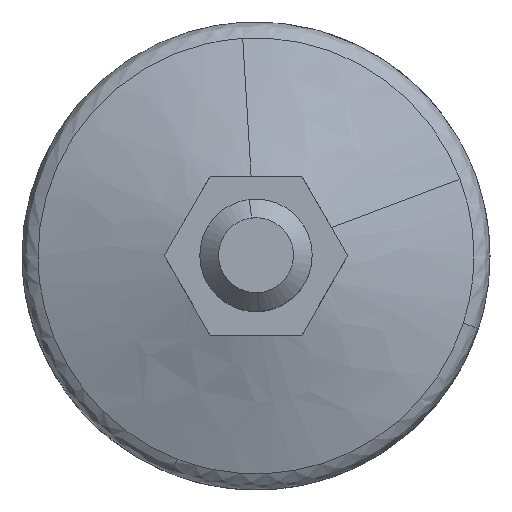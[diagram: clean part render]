
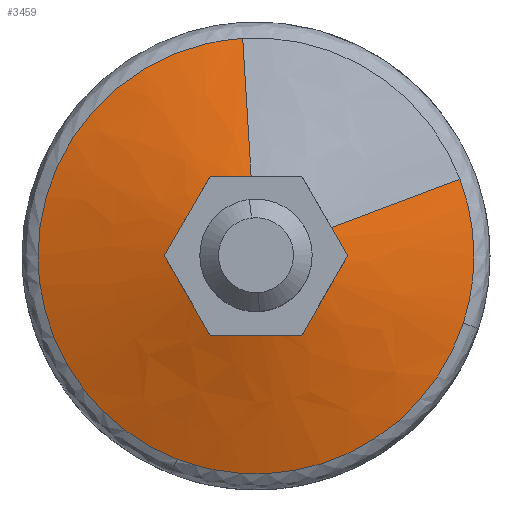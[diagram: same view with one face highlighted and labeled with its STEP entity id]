
A CAD part, top view. The second image highlights one B-rep face of the part: STEP entity #3459.
In plain terms, the highlighted free-form (B-spline) face has degree [2, 1] with [9, 2] control points.
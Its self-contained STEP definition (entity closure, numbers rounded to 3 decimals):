
#3263=CARTESIAN_POINT('',(7.131,2.679,14.726));
#3264=CARTESIAN_POINT('',(7.534,1.607,14.726));
#3265=CARTESIAN_POINT('',(7.604,0.465,14.726));
#3266=CARTESIAN_POINT('',(8.069,-7.139,14.726));
#3267=CARTESIAN_POINT('',(0.465,-7.604,14.726));
#3268=CARTESIAN_POINT('',(-7.139,-8.069,14.726));
#3269=CARTESIAN_POINT('',(-7.604,-0.465,14.726));
#3270=CARTESIAN_POINT('',(-8.069,7.139,14.726));
#3271=CARTESIAN_POINT('',(-0.465,7.604,14.726));
#3272=CARTESIAN_POINT('',(22.162,8.324,9.437));
#3273=CARTESIAN_POINT('',(23.413,4.995,9.437));
#3274=CARTESIAN_POINT('',(23.63,1.445,9.437));
#3275=CARTESIAN_POINT('',(25.075,-22.184,9.437));
#3276=CARTESIAN_POINT('',(1.445,-23.63,9.437));
#3277=CARTESIAN_POINT('',(-22.184,-25.075,9.437));
#3278=CARTESIAN_POINT('',(-23.63,-1.445,9.437));
#3279=CARTESIAN_POINT('',(-25.075,22.184,9.437));
#3280=CARTESIAN_POINT('',(-1.445,23.63,9.437));
#3288=(BOUNDED_SURFACE()B_SPLINE_SURFACE(2,1,((#3263,#3272),(#3264,#3273),(#3265,#3274),(#3266,#3275),(#3267,#3276),(#3268,#3277),(#3269,#3278),(#3270,#3279),(#3271,#3280)),.UNSPECIFIED.,.F.,.F.,.U.)B_SPLINE_SURFACE_WITH_KNOTS((3,2,2,2,3),(2,2),(0.0,7.845,47.069,86.293,125.517),(0.0,16.905),.UNSPECIFIED.)GEOMETRIC_REPRESENTATION_ITEM()RATIONAL_B_SPLINE_SURFACE(((0.906,0.906),(0.941,0.941),(1.0,1.0),(0.707,0.707),(1.0,1.0),(0.707,0.707),(1.0,1.0),(0.707,0.707),(1.0,1.0)))REPRESENTATION_ITEM('')SURFACE());
#3289=CARTESIAN_POINT('',(7.489,2.813,14.6));
#3290=VERTEX_POINT('',#3289);
#3291=CARTESIAN_POINT('',(8.0,0.0,14.6));
#3292=VERTEX_POINT('',#3291);
#3293=CARTESIAN_POINT('',(7.489,2.813,14.6));
#3294=CARTESIAN_POINT('',(8.0,1.453,14.6));
#3295=CARTESIAN_POINT('',(8.0,0.0,14.6));
#3303=(BOUNDED_CURVE()B_SPLINE_CURVE(2,(#3293,#3294,#3295),.UNSPECIFIED.,.F.,.U.)B_SPLINE_CURVE_WITH_KNOTS((3,3),(0.44,0.5),.UNSPECIFIED.)CURVE()GEOMETRIC_REPRESENTATION_ITEM()RATIONAL_B_SPLINE_CURVE((0.893,0.93,1.0))REPRESENTATION_ITEM(''));
#3304=EDGE_CURVE('',#3290,#3292,#3303,.T.);
#3305=ORIENTED_EDGE('',*,*,#3304,.T.);
#3306=CARTESIAN_POINT('',(0.488,-7.985,14.6));
#3307=VERTEX_POINT('',#3306);
#3308=CARTESIAN_POINT('',(8.0,0.0,14.6));
#3309=CARTESIAN_POINT('',(8.0,-7.526,14.6));
#3310=CARTESIAN_POINT('',(0.488,-7.985,14.6));
#3318=(BOUNDED_CURVE()B_SPLINE_CURVE(2,(#3308,#3309,#3310),.UNSPECIFIED.,.F.,.U.)B_SPLINE_CURVE_WITH_KNOTS((3,3),(0.5,0.739),.UNSPECIFIED.)CURVE()GEOMETRIC_REPRESENTATION_ITEM()RATIONAL_B_SPLINE_CURVE((1.0,0.72,0.976))REPRESENTATION_ITEM(''));
#3319=EDGE_CURVE('',#3292,#3307,#3318,.T.);
#3320=ORIENTED_EDGE('',*,*,#3319,.T.);
#3321=CARTESIAN_POINT('',(-8.0,0.0,14.6));
#3322=VERTEX_POINT('',#3321);
#3323=CARTESIAN_POINT('',(0.488,-7.985,14.6));
#3324=CARTESIAN_POINT('',(0.244,-8.0,14.6));
#3325=CARTESIAN_POINT('',(0.0,-8.0,14.6));
#3326=CARTESIAN_POINT('',(-8.0,-8.0,14.6));
#3327=CARTESIAN_POINT('',(-8.0,0.0,14.6));
#3335=(BOUNDED_CURVE()B_SPLINE_CURVE(2,(#3323,#3324,#3325,#3326,#3327),.UNSPECIFIED.,.F.,.U.)B_SPLINE_CURVE_WITH_KNOTS((3,2,3),(0.739,0.75,1.0),.UNSPECIFIED.)CURVE()GEOMETRIC_REPRESENTATION_ITEM()RATIONAL_B_SPLINE_CURVE((0.976,0.988,1.0,0.707,1.0))REPRESENTATION_ITEM(''));
#3336=EDGE_CURVE('',#3307,#3322,#3335,.T.);
#3337=ORIENTED_EDGE('',*,*,#3336,.T.);
#3338=CARTESIAN_POINT('',(-0.944,7.944,14.6));
#3339=VERTEX_POINT('',#3338);
#3340=CARTESIAN_POINT('',(-8.0,0.0,14.6));
#3341=CARTESIAN_POINT('',(-8.0,7.105,14.6));
#3342=CARTESIAN_POINT('',(-0.944,7.944,14.6));
#3350=(BOUNDED_CURVE()B_SPLINE_CURVE(2,(#3340,#3341,#3342),.UNSPECIFIED.,.F.,.U.)B_SPLINE_CURVE_WITH_KNOTS((3,3),(0.0,0.23),.UNSPECIFIED.)CURVE()GEOMETRIC_REPRESENTATION_ITEM()RATIONAL_B_SPLINE_CURVE((1.0,0.731,0.956))REPRESENTATION_ITEM(''));
#3351=EDGE_CURVE('',#3322,#3339,#3350,.T.);
#3352=ORIENTED_EDGE('',*,*,#3351,.T.);
#3353=CARTESIAN_POINT('',(-0.488,7.985,14.6));
#3354=VERTEX_POINT('',#3353);
#3355=CARTESIAN_POINT('',(-0.944,7.944,14.6));
#3356=CARTESIAN_POINT('',(-0.717,7.971,14.6));
#3357=CARTESIAN_POINT('',(-0.488,7.985,14.6));
#3365=(BOUNDED_CURVE()B_SPLINE_CURVE(2,(#3355,#3356,#3357),.UNSPECIFIED.,.F.,.U.)B_SPLINE_CURVE_WITH_KNOTS((3,3),(0.23,0.239),.UNSPECIFIED.)CURVE()GEOMETRIC_REPRESENTATION_ITEM()RATIONAL_B_SPLINE_CURVE((0.956,0.966,0.976))REPRESENTATION_ITEM(''));
#3366=EDGE_CURVE('',#3339,#3354,#3365,.T.);
#3367=ORIENTED_EDGE('',*,*,#3366,.T.);
#3368=CARTESIAN_POINT('',(-1.421,23.239,9.566));
#3369=VERTEX_POINT('',#3368);
#3370=CARTESIAN_POINT('',(-0.488,7.985,14.6));
#3371=CARTESIAN_POINT('',(-1.421,23.239,9.566));
#3372=QUASI_UNIFORM_CURVE('',1,(#3370,#3371),.UNSPECIFIED.,.F.,.U.);
#3373=EDGE_CURVE('',#3354,#3369,#3372,.T.);
#3374=ORIENTED_EDGE('',*,*,#3373,.T.);
#3375=CARTESIAN_POINT('',(-23.282,0.0,9.566));
#3376=VERTEX_POINT('',#3375);
#3377=CARTESIAN_POINT('',(-23.282,0.0,9.566));
#3378=CARTESIAN_POINT('',(-23.282,21.902,9.566));
#3379=CARTESIAN_POINT('',(-1.421,23.239,9.566));
#3387=(BOUNDED_CURVE()B_SPLINE_CURVE(2,(#3377,#3378,#3379),.UNSPECIFIED.,.F.,.U.)B_SPLINE_CURVE_WITH_KNOTS((3,3),(0.0,0.239),.UNSPECIFIED.)CURVE()GEOMETRIC_REPRESENTATION_ITEM()RATIONAL_B_SPLINE_CURVE((1.0,0.72,0.976))REPRESENTATION_ITEM(''));
#3388=EDGE_CURVE('',#3376,#3369,#3387,.T.);
#3389=ORIENTED_EDGE('',*,*,#3388,.F.);
#3390=CARTESIAN_POINT('',(-8.449,-21.695,9.566));
#3391=VERTEX_POINT('',#3390);
#3392=CARTESIAN_POINT('',(-8.449,-21.695,9.566));
#3393=CARTESIAN_POINT('',(-23.282,-15.918,9.566));
#3394=CARTESIAN_POINT('',(-23.282,0.0,9.566));
#3402=(BOUNDED_CURVE()B_SPLINE_CURVE(2,(#3392,#3393,#3394),.UNSPECIFIED.,.F.,.U.)B_SPLINE_CURVE_WITH_KNOTS((3,3),(0.812,1.0),.UNSPECIFIED.)CURVE()GEOMETRIC_REPRESENTATION_ITEM()RATIONAL_B_SPLINE_CURVE((0.891,0.779,1.0))REPRESENTATION_ITEM(''));
#3403=EDGE_CURVE('',#3391,#3376,#3402,.T.);
#3404=ORIENTED_EDGE('',*,*,#3403,.F.);
#3405=CARTESIAN_POINT('',(22.143,-7.195,9.566));
#3406=VERTEX_POINT('',#3405);
#3407=CARTESIAN_POINT('',(22.143,-7.195,9.566));
#3408=CARTESIAN_POINT('',(16.915,-23.282,9.566));
#3409=CARTESIAN_POINT('',(0.0,-23.282,9.566));
#3410=CARTESIAN_POINT('',(-4.374,-23.282,9.566));
#3411=CARTESIAN_POINT('',(-8.449,-21.695,9.566));
#3419=(BOUNDED_CURVE()B_SPLINE_CURVE(2,(#3407,#3408,#3409,#3410,#3411),.UNSPECIFIED.,.F.,.U.)B_SPLINE_CURVE_WITH_KNOTS((3,2,3),(0.553,0.75,0.812),.UNSPECIFIED.)CURVE()GEOMETRIC_REPRESENTATION_ITEM()RATIONAL_B_SPLINE_CURVE((0.903,0.769,1.0,0.928,0.891))REPRESENTATION_ITEM(''));
#3420=EDGE_CURVE('',#3406,#3391,#3419,.T.);
#3421=ORIENTED_EDGE('',*,*,#3420,.F.);
#3422=CARTESIAN_POINT('',(23.282,0.0,9.566));
#3423=VERTEX_POINT('',#3422);
#3424=CARTESIAN_POINT('',(23.282,0.0,9.566));
#3425=CARTESIAN_POINT('',(23.282,-3.688,9.566));
#3426=CARTESIAN_POINT('',(22.143,-7.195,9.566));
#3434=(BOUNDED_CURVE()B_SPLINE_CURVE(2,(#3424,#3425,#3426),.UNSPECIFIED.,.F.,.U.)B_SPLINE_CURVE_WITH_KNOTS((3,3),(0.5,0.553),.UNSPECIFIED.)CURVE()GEOMETRIC_REPRESENTATION_ITEM()RATIONAL_B_SPLINE_CURVE((1.0,0.938,0.903))REPRESENTATION_ITEM(''));
#3435=EDGE_CURVE('',#3423,#3406,#3434,.T.);
#3436=ORIENTED_EDGE('',*,*,#3435,.F.);
#3437=CARTESIAN_POINT('',(21.795,8.186,9.566));
#3438=VERTEX_POINT('',#3437);
#3439=CARTESIAN_POINT('',(21.795,8.186,9.566));
#3440=CARTESIAN_POINT('',(23.282,4.228,9.566));
#3441=CARTESIAN_POINT('',(23.282,0.0,9.566));
#3449=(BOUNDED_CURVE()B_SPLINE_CURVE(2,(#3439,#3440,#3441),.UNSPECIFIED.,.F.,.U.)B_SPLINE_CURVE_WITH_KNOTS((3,3),(0.44,0.5),.UNSPECIFIED.)CURVE()GEOMETRIC_REPRESENTATION_ITEM()RATIONAL_B_SPLINE_CURVE((0.893,0.93,1.0))REPRESENTATION_ITEM(''));
#3450=EDGE_CURVE('',#3438,#3423,#3449,.T.);
#3451=ORIENTED_EDGE('',*,*,#3450,.F.);
#3452=CARTESIAN_POINT('',(7.489,2.813,14.6));
#3453=CARTESIAN_POINT('',(21.795,8.186,9.566));
#3454=QUASI_UNIFORM_CURVE('',1,(#3452,#3453),.UNSPECIFIED.,.F.,.U.);
#3455=EDGE_CURVE('',#3290,#3438,#3454,.T.);
#3456=ORIENTED_EDGE('',*,*,#3455,.F.);
#3457=EDGE_LOOP('',(#3305,#3320,#3337,#3352,#3367,#3374,#3389,#3404,#3421,#3436,#3451,#3456));
#3458=FACE_OUTER_BOUND('',#3457,.T.);
#3459=ADVANCED_FACE('',(#3458),#3288,.T.);
